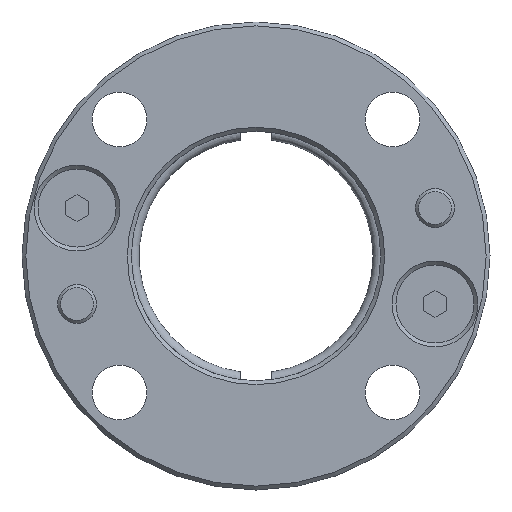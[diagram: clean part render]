
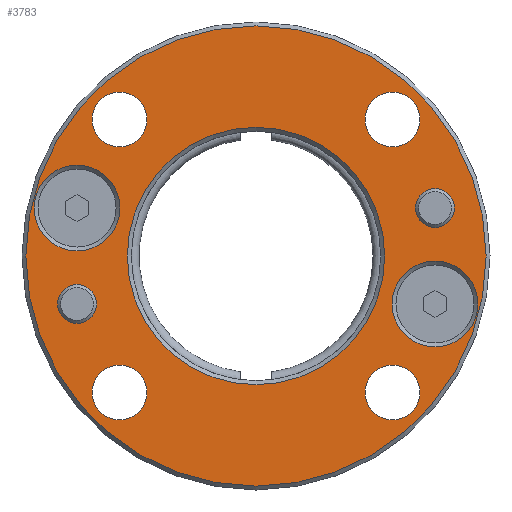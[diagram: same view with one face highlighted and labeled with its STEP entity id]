
A CAD part, front view. The second image highlights one B-rep face of the part: STEP entity #3783.
In plain terms, the highlighted face is planar.
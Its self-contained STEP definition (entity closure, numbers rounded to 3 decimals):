
#293=FACE_BOUND('',#634,.T.);
#294=FACE_BOUND('',#635,.T.);
#295=FACE_BOUND('',#636,.T.);
#296=FACE_BOUND('',#637,.T.);
#297=FACE_BOUND('',#638,.T.);
#298=FACE_BOUND('',#639,.T.);
#299=FACE_BOUND('',#640,.T.);
#300=FACE_BOUND('',#641,.T.);
#301=FACE_BOUND('',#642,.T.);
#328=PLANE('',#4036);
#430=FACE_OUTER_BOUND('',#633,.T.);
#633=EDGE_LOOP('',(#2498));
#634=EDGE_LOOP('',(#2499));
#635=EDGE_LOOP('',(#2500));
#636=EDGE_LOOP('',(#2501));
#637=EDGE_LOOP('',(#2502));
#638=EDGE_LOOP('',(#2503));
#639=EDGE_LOOP('',(#2504));
#640=EDGE_LOOP('',(#2505));
#641=EDGE_LOOP('',(#2506));
#642=EDGE_LOOP('',(#2507));
#1540=CIRCLE('',#4034,5.5);
#1542=CIRCLE('',#4037,29.5);
#1543=CIRCLE('',#4038,5.5);
#1544=CIRCLE('',#4039,2.5);
#1545=CIRCLE('',#4040,2.5);
#1546=CIRCLE('',#4041,3.5);
#1547=CIRCLE('',#4042,3.5);
#1548=CIRCLE('',#4043,3.5);
#1549=CIRCLE('',#4044,3.5);
#1550=CIRCLE('',#4045,16.5);
#1590=VERTEX_POINT('',#4924);
#1592=VERTEX_POINT('',#4930);
#1593=VERTEX_POINT('',#4932);
#1594=VERTEX_POINT('',#4934);
#1595=VERTEX_POINT('',#4936);
#1596=VERTEX_POINT('',#4938);
#1597=VERTEX_POINT('',#4940);
#1598=VERTEX_POINT('',#4942);
#1599=VERTEX_POINT('',#4944);
#1600=VERTEX_POINT('',#4946);
#1951=EDGE_CURVE('',#1590,#1590,#1540,.T.);
#1954=EDGE_CURVE('',#1592,#1592,#1542,.T.);
#1955=EDGE_CURVE('',#1593,#1593,#1543,.T.);
#1956=EDGE_CURVE('',#1594,#1594,#1544,.T.);
#1957=EDGE_CURVE('',#1595,#1595,#1545,.T.);
#1958=EDGE_CURVE('',#1596,#1596,#1546,.T.);
#1959=EDGE_CURVE('',#1597,#1597,#1547,.T.);
#1960=EDGE_CURVE('',#1598,#1598,#1548,.T.);
#1961=EDGE_CURVE('',#1599,#1599,#1549,.T.);
#1962=EDGE_CURVE('',#1600,#1600,#1550,.T.);
#2498=ORIENTED_EDGE('',*,*,#1954,.F.);
#2499=ORIENTED_EDGE('',*,*,#1955,.F.);
#2500=ORIENTED_EDGE('',*,*,#1956,.T.);
#2501=ORIENTED_EDGE('',*,*,#1957,.T.);
#2502=ORIENTED_EDGE('',*,*,#1958,.T.);
#2503=ORIENTED_EDGE('',*,*,#1959,.T.);
#2504=ORIENTED_EDGE('',*,*,#1960,.T.);
#2505=ORIENTED_EDGE('',*,*,#1961,.T.);
#2506=ORIENTED_EDGE('',*,*,#1962,.F.);
#2507=ORIENTED_EDGE('',*,*,#1951,.F.);
#3783=ADVANCED_FACE('',(#430,#293,#294,#295,#296,#297,#298,#299,#300,#301),
#328,.T.);
#4034=AXIS2_PLACEMENT_3D('',#4925,#4222,#4223);
#4036=AXIS2_PLACEMENT_3D('',#4929,#4227,#4228);
#4037=AXIS2_PLACEMENT_3D('',#4931,#4229,#4230);
#4038=AXIS2_PLACEMENT_3D('',#4933,#4231,#4232);
#4039=AXIS2_PLACEMENT_3D('',#4935,#4233,#4234);
#4040=AXIS2_PLACEMENT_3D('',#4937,#4235,#4236);
#4041=AXIS2_PLACEMENT_3D('',#4939,#4237,#4238);
#4042=AXIS2_PLACEMENT_3D('',#4941,#4239,#4240);
#4043=AXIS2_PLACEMENT_3D('',#4943,#4241,#4242);
#4044=AXIS2_PLACEMENT_3D('',#4945,#4243,#4244);
#4045=AXIS2_PLACEMENT_3D('',#4947,#4245,#4246);
#4222=DIRECTION('center_axis',(0.,1.,0.));
#4223=DIRECTION('ref_axis',(1.,0.,0.));
#4227=DIRECTION('center_axis',(0.,1.,0.));
#4228=DIRECTION('ref_axis',(0.,0.,1.));
#4229=DIRECTION('center_axis',(0.,-1.,0.));
#4230=DIRECTION('ref_axis',(1.,0.,0.));
#4231=DIRECTION('center_axis',(0.,1.,0.));
#4232=DIRECTION('ref_axis',(1.,0.,0.));
#4233=DIRECTION('center_axis',(0.,-1.,0.));
#4234=DIRECTION('ref_axis',(1.,0.,0.));
#4235=DIRECTION('center_axis',(0.,-1.,0.));
#4236=DIRECTION('ref_axis',(1.,0.,0.));
#4237=DIRECTION('center_axis',(0.,-1.,0.));
#4238=DIRECTION('ref_axis',(-1.,0.,0.));
#4239=DIRECTION('center_axis',(0.,-1.,0.));
#4240=DIRECTION('ref_axis',(-1.,0.,0.));
#4241=DIRECTION('center_axis',(0.,-1.,0.));
#4242=DIRECTION('ref_axis',(-1.,0.,0.));
#4243=DIRECTION('center_axis',(0.,-1.,0.));
#4244=DIRECTION('ref_axis',(-1.,0.,0.));
#4245=DIRECTION('center_axis',(0.,1.,0.));
#4246=DIRECTION('ref_axis',(1.,0.,0.));
#4924=CARTESIAN_POINT('',(17.441,9.,6.147));
#4925=CARTESIAN_POINT('Origin',(22.941,9.,6.147));
#4929=CARTESIAN_POINT('Origin',(-23.,9.,0.));
#4930=CARTESIAN_POINT('',(-29.5,9.,0.));
#4931=CARTESIAN_POINT('Origin',(0.,9.,0.));
#4932=CARTESIAN_POINT('',(-28.441,9.,-6.147));
#4933=CARTESIAN_POINT('Origin',(-22.941,9.,-6.147));
#4934=CARTESIAN_POINT('',(20.441,9.,-6.147));
#4935=CARTESIAN_POINT('Origin',(22.941,9.,-6.147));
#4936=CARTESIAN_POINT('',(-25.441,9.,6.147));
#4937=CARTESIAN_POINT('Origin',(-22.941,9.,6.147));
#4938=CARTESIAN_POINT('',(-14.001,9.,-17.501));
#4939=CARTESIAN_POINT('Origin',(-17.501,9.,-17.501));
#4940=CARTESIAN_POINT('',(21.001,9.,-17.501));
#4941=CARTESIAN_POINT('Origin',(17.501,9.,-17.501));
#4942=CARTESIAN_POINT('',(-14.001,9.,17.501));
#4943=CARTESIAN_POINT('Origin',(-17.501,9.,17.501));
#4944=CARTESIAN_POINT('',(21.001,9.,17.501));
#4945=CARTESIAN_POINT('Origin',(17.501,9.,17.501));
#4946=CARTESIAN_POINT('',(-16.5,9.,0.));
#4947=CARTESIAN_POINT('Origin',(0.,9.,0.));
